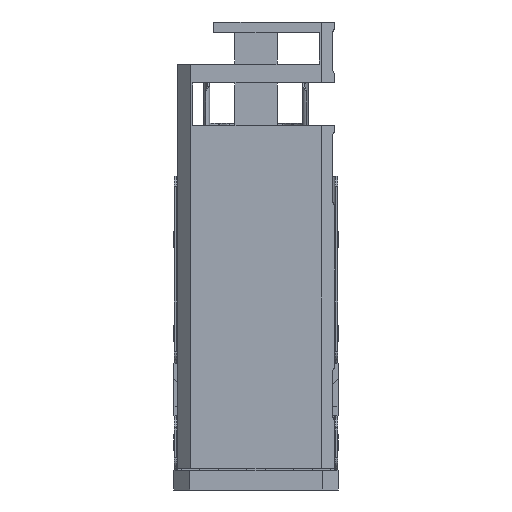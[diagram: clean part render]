
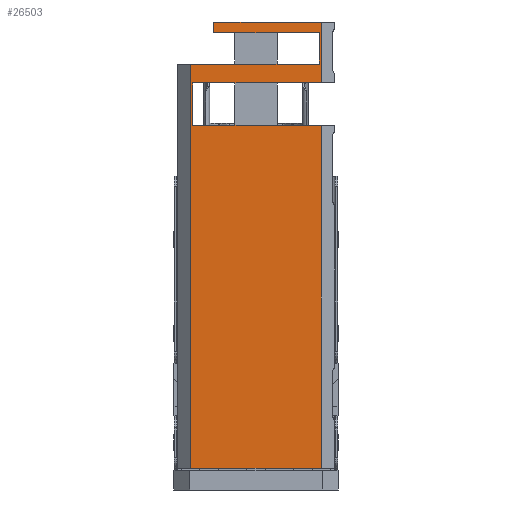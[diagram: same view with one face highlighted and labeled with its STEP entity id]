
A CAD part, front view. The second image highlights one B-rep face of the part: STEP entity #26503.
In plain terms, the highlighted planar face has unit normal (0, -1, 0).
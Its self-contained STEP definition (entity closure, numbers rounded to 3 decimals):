
#26395=AXIS2_PLACEMENT_3D('Plane Axis2P3D',#26392,#26393,#26394) ;
#26392=CARTESIAN_POINT('Axis2P3D Location',(7.8,0.05,-2.8)) ;
#26397=CARTESIAN_POINT('Line Origine',(7.8,0.05,2.05)) ;
#26401=CARTESIAN_POINT('Vertex',(1.6,0.05,2.05)) ;
#26403=CARTESIAN_POINT('Vertex',(14.,0.05,2.05)) ;
#26406=CARTESIAN_POINT('Line Origine',(14.,0.05,14.3)) ;
#26410=CARTESIAN_POINT('Vertex',(14.,0.05,26.55)) ;
#26413=CARTESIAN_POINT('Line Origine',(14.,0.05,30.625)) ;
#26417=CARTESIAN_POINT('Vertex',(14.,0.05,34.7)) ;
#26420=CARTESIAN_POINT('Line Origine',(7.9,0.05,34.7)) ;
#26424=CARTESIAN_POINT('Vertex',(1.8,0.05,34.7)) ;
#26427=CARTESIAN_POINT('Line Origine',(1.8,0.05,36.7)) ;
#26431=CARTESIAN_POINT('Vertex',(1.8,0.05,38.7)) ;
#26434=CARTESIAN_POINT('Line Origine',(7.9,0.05,38.7)) ;
#26438=CARTESIAN_POINT('Vertex',(14.,0.05,38.7)) ;
#26441=CARTESIAN_POINT('Line Origine',(14.,0.05,41.6)) ;
#26445=CARTESIAN_POINT('Vertex',(14.,0.05,44.5)) ;
#26448=CARTESIAN_POINT('Line Origine',(8.9,0.05,44.5)) ;
#26452=CARTESIAN_POINT('Vertex',(3.8,0.05,44.5)) ;
#26455=CARTESIAN_POINT('Line Origine',(3.8,0.05,44.)) ;
#26459=CARTESIAN_POINT('Vertex',(3.8,0.05,43.5)) ;
#26462=CARTESIAN_POINT('Line Origine',(8.8,0.05,43.5)) ;
#26466=CARTESIAN_POINT('Vertex',(13.8,0.05,43.5)) ;
#26469=CARTESIAN_POINT('Line Origine',(13.8,0.05,42.)) ;
#26473=CARTESIAN_POINT('Vertex',(13.8,0.05,40.5)) ;
#26476=CARTESIAN_POINT('Line Origine',(7.7,0.05,40.5)) ;
#26480=CARTESIAN_POINT('Vertex',(1.6,0.05,40.5)) ;
#26483=CARTESIAN_POINT('Line Origine',(1.6,0.05,21.275)) ;
#26393=DIRECTION('Axis2P3D Direction',(0.,-1.,0.)) ;
#26394=DIRECTION('Axis2P3D XDirection',(1.,0.,0.)) ;
#26398=DIRECTION('Vector Direction',(-1.,0.,0.)) ;
#26407=DIRECTION('Vector Direction',(0.,0.,-1.)) ;
#26414=DIRECTION('Vector Direction',(0.,0.,1.)) ;
#26421=DIRECTION('Vector Direction',(1.,0.,0.)) ;
#26428=DIRECTION('Vector Direction',(0.,0.,1.)) ;
#26435=DIRECTION('Vector Direction',(1.,0.,0.)) ;
#26442=DIRECTION('Vector Direction',(0.,0.,1.)) ;
#26449=DIRECTION('Vector Direction',(1.,0.,0.)) ;
#26456=DIRECTION('Vector Direction',(0.,0.,1.)) ;
#26463=DIRECTION('Vector Direction',(1.,0.,0.)) ;
#26470=DIRECTION('Vector Direction',(0.,0.,1.)) ;
#26477=DIRECTION('Vector Direction',(-1.,0.,0.)) ;
#26484=DIRECTION('Vector Direction',(0.,0.,1.)) ;
#26399=VECTOR('Line Direction',#26398,1.) ;
#26408=VECTOR('Line Direction',#26407,1.) ;
#26415=VECTOR('Line Direction',#26414,1.) ;
#26422=VECTOR('Line Direction',#26421,1.) ;
#26429=VECTOR('Line Direction',#26428,1.) ;
#26436=VECTOR('Line Direction',#26435,1.) ;
#26443=VECTOR('Line Direction',#26442,1.) ;
#26450=VECTOR('Line Direction',#26449,1.) ;
#26457=VECTOR('Line Direction',#26456,1.) ;
#26464=VECTOR('Line Direction',#26463,1.) ;
#26471=VECTOR('Line Direction',#26470,1.) ;
#26478=VECTOR('Line Direction',#26477,1.) ;
#26485=VECTOR('Line Direction',#26484,1.) ;
#26489=ORIENTED_EDGE('',*,*,#26405,.T.) ;
#26490=ORIENTED_EDGE('',*,*,#26412,.T.) ;
#26491=ORIENTED_EDGE('',*,*,#26419,.T.) ;
#26492=ORIENTED_EDGE('',*,*,#26426,.F.) ;
#26493=ORIENTED_EDGE('',*,*,#26433,.T.) ;
#26494=ORIENTED_EDGE('',*,*,#26440,.F.) ;
#26495=ORIENTED_EDGE('',*,*,#26447,.T.) ;
#26496=ORIENTED_EDGE('',*,*,#26454,.F.) ;
#26497=ORIENTED_EDGE('',*,*,#26461,.F.) ;
#26498=ORIENTED_EDGE('',*,*,#26468,.F.) ;
#26499=ORIENTED_EDGE('',*,*,#26475,.F.) ;
#26500=ORIENTED_EDGE('',*,*,#26482,.F.) ;
#26501=ORIENTED_EDGE('',*,*,#26487,.F.) ;
#26503=ADVANCED_FACE('Hauptk\X2\00F6\X0\rper',(#26502),#26396,.T.) ;
#26405=EDGE_CURVE('',#26402,#26404,#26400,.F.) ;
#26412=EDGE_CURVE('',#26404,#26411,#26409,.F.) ;
#26419=EDGE_CURVE('',#26411,#26418,#26416,.T.) ;
#26426=EDGE_CURVE('',#26425,#26418,#26423,.T.) ;
#26433=EDGE_CURVE('',#26425,#26432,#26430,.T.) ;
#26440=EDGE_CURVE('',#26439,#26432,#26437,.F.) ;
#26447=EDGE_CURVE('',#26439,#26446,#26444,.T.) ;
#26454=EDGE_CURVE('',#26453,#26446,#26451,.T.) ;
#26461=EDGE_CURVE('',#26460,#26453,#26458,.T.) ;
#26468=EDGE_CURVE('',#26467,#26460,#26465,.F.) ;
#26475=EDGE_CURVE('',#26474,#26467,#26472,.T.) ;
#26482=EDGE_CURVE('',#26481,#26474,#26479,.F.) ;
#26487=EDGE_CURVE('',#26402,#26481,#26486,.T.) ;
#26488=EDGE_LOOP('',(#26489,#26490,#26491,#26492,#26493,#26494,#26495,#26496,#26497,#26498,#26499,#26500,#26501)) ;
#26502=FACE_OUTER_BOUND('',#26488,.T.) ;
#26400=LINE('Line',#26397,#26399) ;
#26409=LINE('Line',#26406,#26408) ;
#26416=LINE('Line',#26413,#26415) ;
#26423=LINE('Line',#26420,#26422) ;
#26430=LINE('Line',#26427,#26429) ;
#26437=LINE('Line',#26434,#26436) ;
#26444=LINE('Line',#26441,#26443) ;
#26451=LINE('Line',#26448,#26450) ;
#26458=LINE('Line',#26455,#26457) ;
#26465=LINE('Line',#26462,#26464) ;
#26472=LINE('Line',#26469,#26471) ;
#26479=LINE('Line',#26476,#26478) ;
#26486=LINE('Line',#26483,#26485) ;
#26396=PLANE('',#26395) ;
#26402=VERTEX_POINT('',#26401) ;
#26404=VERTEX_POINT('',#26403) ;
#26411=VERTEX_POINT('',#26410) ;
#26418=VERTEX_POINT('',#26417) ;
#26425=VERTEX_POINT('',#26424) ;
#26432=VERTEX_POINT('',#26431) ;
#26439=VERTEX_POINT('',#26438) ;
#26446=VERTEX_POINT('',#26445) ;
#26453=VERTEX_POINT('',#26452) ;
#26460=VERTEX_POINT('',#26459) ;
#26467=VERTEX_POINT('',#26466) ;
#26474=VERTEX_POINT('',#26473) ;
#26481=VERTEX_POINT('',#26480) ;
